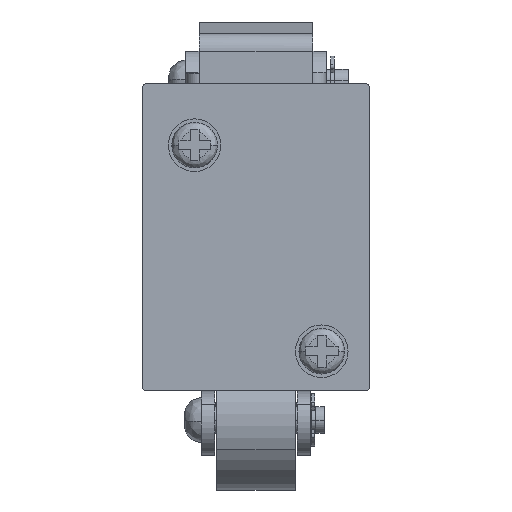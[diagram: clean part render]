
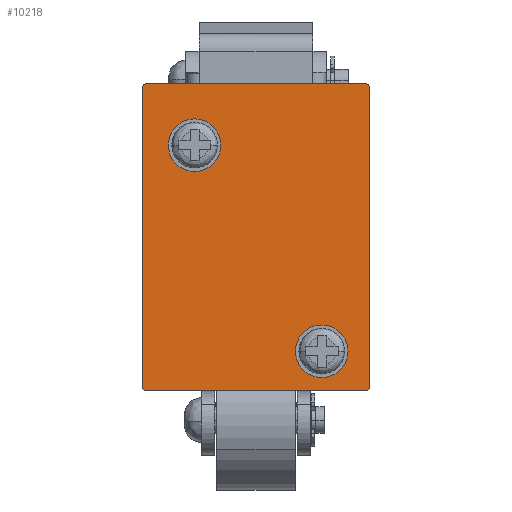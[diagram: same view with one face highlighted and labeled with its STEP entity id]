
A CAD part, front view. The second image highlights one B-rep face of the part: STEP entity #10218.
In plain terms, the highlighted planar face has unit normal (0, -1, 0).
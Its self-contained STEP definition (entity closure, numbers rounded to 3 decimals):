
#71 = DIRECTION ( 'NONE',  ( 0., 0., 1. ) ) ;
#145 = CIRCLE ( 'NONE', #8119, 0.5 ) ;
#292 = FACE_OUTER_BOUND ( 'NONE', #5257, .T. ) ;
#329 = DIRECTION ( 'NONE',  ( 0., 1., 0. ) ) ;
#501 = VERTEX_POINT ( 'NONE', #9700 ) ;
#510 = CARTESIAN_POINT ( 'NONE',  ( -10., -41.361, -24.361 ) ) ;
#591 = ORIENTED_EDGE ( 'NONE', *, *, #9539, .T. ) ;
#755 = DIRECTION ( 'NONE',  ( 0., -1., 0. ) ) ;
#771 = CARTESIAN_POINT ( 'NONE',  ( 13., -41.361, -17.361 ) ) ;
#781 = VERTEX_POINT ( 'NONE', #6873 ) ;
#836 = ORIENTED_EDGE ( 'NONE', *, *, #11111, .F. ) ;
#1037 = PLANE ( 'NONE',  #9272 ) ;
#1343 = VECTOR ( 'NONE', #6166, 1000. ) ;
#1634 = CIRCLE ( 'NONE', #13891, 3. ) ;
#1774 = CARTESIAN_POINT ( 'NONE',  ( 12.5, -41.361, -17.361 ) ) ;
#1805 = CARTESIAN_POINT ( 'NONE',  ( 7.5, -41.361, -47.861 ) ) ;
#1929 = EDGE_CURVE ( 'NONE', #13903, #6181, #13503, .T. ) ;
#2132 = DIRECTION ( 'NONE',  ( 0., 1., 0. ) ) ;
#2178 = DIRECTION ( 'NONE',  ( 0., 1., 0. ) ) ;
#2237 = DIRECTION ( 'NONE',  ( -1., 0., 0. ) ) ;
#2359 = AXIS2_PLACEMENT_3D ( 'NONE', #7312, #755, #8413 ) ;
#2735 = EDGE_CURVE ( 'NONE', #501, #781, #1634, .T. ) ;
#2894 = DIRECTION ( 'NONE',  ( 1., 0., 0. ) ) ;
#2900 = DIRECTION ( 'NONE',  ( 0., 1., 0. ) ) ;
#3094 = CARTESIAN_POINT ( 'NONE',  ( 13., -41.361, -51.861 ) ) ;
#3341 = EDGE_CURVE ( 'NONE', #8134, #13903, #5383, .T. ) ;
#3662 = VECTOR ( 'NONE', #12909, 1000. ) ;
#3672 = CARTESIAN_POINT ( 'NONE',  ( -13., -41.361, -17.861 ) ) ;
#4066 = ORIENTED_EDGE ( 'NONE', *, *, #2735, .F. ) ;
#4102 = DIRECTION ( 'NONE',  ( 1., 0., 0. ) ) ;
#4106 = ORIENTED_EDGE ( 'NONE', *, *, #8900, .F. ) ;
#4208 = CARTESIAN_POINT ( 'NONE',  ( 13., -41.361, -17.861 ) ) ;
#4288 = CARTESIAN_POINT ( 'NONE',  ( 0., -41.361, -34.861 ) ) ;
#4336 = LINE ( 'NONE', #11783, #3662 ) ;
#4937 = VERTEX_POINT ( 'NONE', #1774 ) ;
#4952 = ORIENTED_EDGE ( 'NONE', *, *, #1929, .F. ) ;
#5033 = LINE ( 'NONE', #7731, #8652 ) ;
#5081 = EDGE_CURVE ( 'NONE', #12284, #8089, #145, .T. ) ;
#5257 = EDGE_LOOP ( 'NONE', ( #5934, #10793, #10444, #4952, #9218, #591, #4106, #5889 ) ) ;
#5383 = CIRCLE ( 'NONE', #5701, 0.5 ) ;
#5701 = AXIS2_PLACEMENT_3D ( 'NONE', #8291, #12672, #8402 ) ;
#5889 = ORIENTED_EDGE ( 'NONE', *, *, #11949, .F. ) ;
#5934 = ORIENTED_EDGE ( 'NONE', *, *, #5081, .F. ) ;
#5956 = ORIENTED_EDGE ( 'NONE', *, *, #6052, .F. ) ;
#6052 = EDGE_CURVE ( 'NONE', #781, #501, #11764, .T. ) ;
#6083 = EDGE_CURVE ( 'NONE', #7791, #7368, #11417, .T. ) ;
#6166 = DIRECTION ( 'NONE',  ( 0., 0., 1. ) ) ;
#6181 = VERTEX_POINT ( 'NONE', #10759 ) ;
#6244 = EDGE_CURVE ( 'NONE', #6181, #11050, #6788, .T. ) ;
#6313 = CIRCLE ( 'NONE', #11793, 0.5 ) ;
#6322 = CARTESIAN_POINT ( 'NONE',  ( -12.5, -41.361, -17.361 ) ) ;
#6349 = CARTESIAN_POINT ( 'NONE',  ( -7., -41.361, -24.361 ) ) ;
#6474 = CARTESIAN_POINT ( 'NONE',  ( 0., -41.361, -52.361 ) ) ;
#6480 = AXIS2_PLACEMENT_3D ( 'NONE', #8753, #2178, #9847 ) ;
#6644 = DIRECTION ( 'NONE',  ( 0., -1., 0. ) ) ;
#6725 = EDGE_LOOP ( 'NONE', ( #5956, #4066 ) ) ;
#6788 = CIRCLE ( 'NONE', #6480, 0.5 ) ;
#6873 = CARTESIAN_POINT ( 'NONE',  ( 10.5, -41.361, -47.861 ) ) ;
#6887 = CARTESIAN_POINT ( 'NONE',  ( -12.5, -41.361, -17.861 ) ) ;
#7312 = CARTESIAN_POINT ( 'NONE',  ( -7., -41.361, -24.361 ) ) ;
#7368 = VERTEX_POINT ( 'NONE', #510 ) ;
#7435 = DIRECTION ( 'NONE',  ( 1., 0., 0. ) ) ;
#7731 = CARTESIAN_POINT ( 'NONE',  ( -13., -41.361, -34.861 ) ) ;
#7791 = VERTEX_POINT ( 'NONE', #13356 ) ;
#7852 = ORIENTED_EDGE ( 'NONE', *, *, #6083, .F. ) ;
#7966 = DIRECTION ( 'NONE',  ( -1., 0., 0. ) ) ;
#8089 = VERTEX_POINT ( 'NONE', #6322 ) ;
#8119 = AXIS2_PLACEMENT_3D ( 'NONE', #6887, #329, #7966 ) ;
#8134 = VERTEX_POINT ( 'NONE', #3094 ) ;
#8146 = VERTEX_POINT ( 'NONE', #4208 ) ;
#8291 = CARTESIAN_POINT ( 'NONE',  ( 12.5, -41.361, -51.861 ) ) ;
#8402 = DIRECTION ( 'NONE',  ( -1., 0., 0. ) ) ;
#8413 = DIRECTION ( 'NONE',  ( 1., 0., 0. ) ) ;
#8652 = VECTOR ( 'NONE', #71, 1000. ) ;
#8679 = FACE_BOUND ( 'NONE', #13405, .T. ) ;
#8753 = CARTESIAN_POINT ( 'NONE',  ( -12.5, -41.361, -51.861 ) ) ;
#8900 = EDGE_CURVE ( 'NONE', #4937, #8146, #6313, .T. ) ;
#9033 = FACE_BOUND ( 'NONE', #6725, .T. ) ;
#9218 = ORIENTED_EDGE ( 'NONE', *, *, #3341, .F. ) ;
#9272 = AXIS2_PLACEMENT_3D ( 'NONE', #4288, #2132, #9797 ) ;
#9463 = DIRECTION ( 'NONE',  ( 0., -1., 0. ) ) ;
#9466 = CARTESIAN_POINT ( 'NONE',  ( 12.5, -41.361, -17.861 ) ) ;
#9539 = EDGE_CURVE ( 'NONE', #8134, #8146, #10413, .T. ) ;
#9679 = CIRCLE ( 'NONE', #10069, 3. ) ;
#9700 = CARTESIAN_POINT ( 'NONE',  ( 4.5, -41.361, -47.861 ) ) ;
#9797 = DIRECTION ( 'NONE',  ( -1., 0., 0. ) ) ;
#9847 = DIRECTION ( 'NONE',  ( -1., 0., 0. ) ) ;
#10069 = AXIS2_PLACEMENT_3D ( 'NONE', #6349, #14034, #7435 ) ;
#10218 = ADVANCED_FACE ( 'NONE', ( #292, #9033, #8679 ), #1037, .F. ) ;
#10413 = LINE ( 'NONE', #771, #1343 ) ;
#10444 = ORIENTED_EDGE ( 'NONE', *, *, #6244, .F. ) ;
#10559 = CARTESIAN_POINT ( 'NONE',  ( -13., -41.361, -51.861 ) ) ;
#10580 = DIRECTION ( 'NONE',  ( -1., 0., 0. ) ) ;
#10621 = CARTESIAN_POINT ( 'NONE',  ( 7.5, -41.361, -47.861 ) ) ;
#10759 = CARTESIAN_POINT ( 'NONE',  ( -12.5, -41.361, -52.361 ) ) ;
#10793 = ORIENTED_EDGE ( 'NONE', *, *, #11256, .F. ) ;
#11050 = VERTEX_POINT ( 'NONE', #10559 ) ;
#11111 = EDGE_CURVE ( 'NONE', #7368, #7791, #9679, .T. ) ;
#11176 = CARTESIAN_POINT ( 'NONE',  ( 12.5, -41.361, -52.361 ) ) ;
#11256 = EDGE_CURVE ( 'NONE', #11050, #12284, #5033, .T. ) ;
#11417 = CIRCLE ( 'NONE', #2359, 3. ) ;
#11764 = CIRCLE ( 'NONE', #12213, 3. ) ;
#11783 = CARTESIAN_POINT ( 'NONE',  ( 0., -41.361, -17.361 ) ) ;
#11793 = AXIS2_PLACEMENT_3D ( 'NONE', #9466, #2900, #10580 ) ;
#11949 = EDGE_CURVE ( 'NONE', #8089, #4937, #4336, .T. ) ;
#12213 = AXIS2_PLACEMENT_3D ( 'NONE', #1805, #9463, #2894 ) ;
#12284 = VERTEX_POINT ( 'NONE', #3672 ) ;
#12672 = DIRECTION ( 'NONE',  ( 0., 1., 0. ) ) ;
#12909 = DIRECTION ( 'NONE',  ( 1., 0., 0. ) ) ;
#13154 = VECTOR ( 'NONE', #2237, 1000. ) ;
#13356 = CARTESIAN_POINT ( 'NONE',  ( -4., -41.361, -24.361 ) ) ;
#13405 = EDGE_LOOP ( 'NONE', ( #7852, #836 ) ) ;
#13503 = LINE ( 'NONE', #6474, #13154 ) ;
#13891 = AXIS2_PLACEMENT_3D ( 'NONE', #10621, #6644, #4102 ) ;
#13903 = VERTEX_POINT ( 'NONE', #11176 ) ;
#14034 = DIRECTION ( 'NONE',  ( 0., -1., 0. ) ) ;
